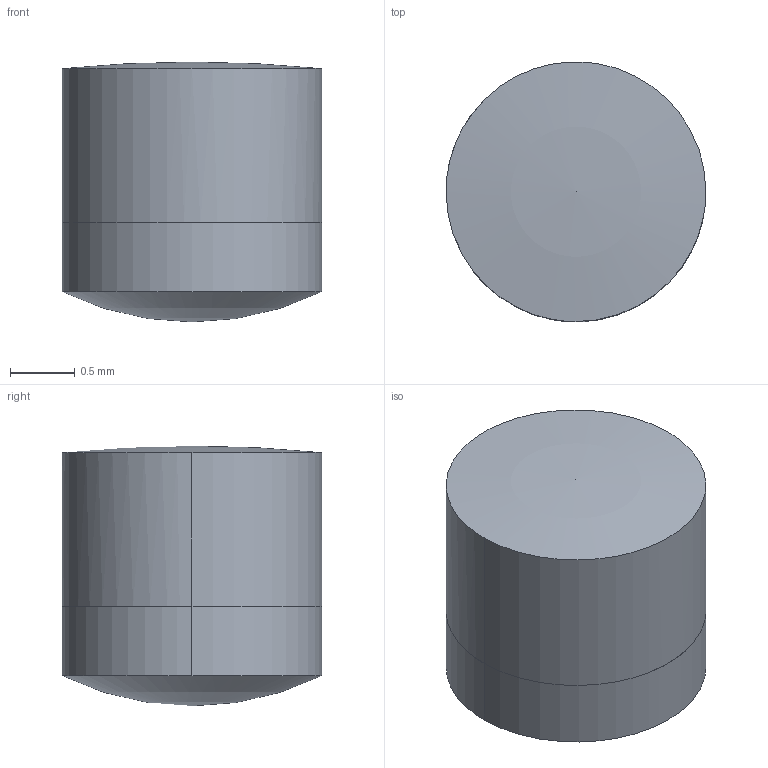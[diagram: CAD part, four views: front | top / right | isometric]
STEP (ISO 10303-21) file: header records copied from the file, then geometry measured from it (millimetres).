
FILE_DESCRIPTION (( 'STEP AP203' ), '1' );
FILE_NAME ('5_84128.STEP', '2020-07-31T03:40:30', ( '' ), ( '' ), 'SwSTEP 2.0', 'SolidWorks 2020', '' );
FILE_SCHEMA (( 'CONFIG_CONTROL_DESIGN' ));
Length unit declared in the file: millimetre
Products named in the file (1): 5_84128
Bounding box: 2 x 2 x 2 mm (x, y, z)
Volume: 5.8 mm3; surface area: 23.9 mm2
Topology: 2 solids, 2 shells, 8 faces, 24 edges, 16 vertices
Faces by surface type: cylinder 4, sphere 4
Entity records: 259 total; most frequent: CARTESIAN_POINT 61, ORIENTED_EDGE 24, DIRECTION 22, EDGE_CURVE 12, AXIS2_PLACEMENT_3D 9, ADVANCED_FACE 8, EDGE_LOOP 8, VERTEX_POINT 8
